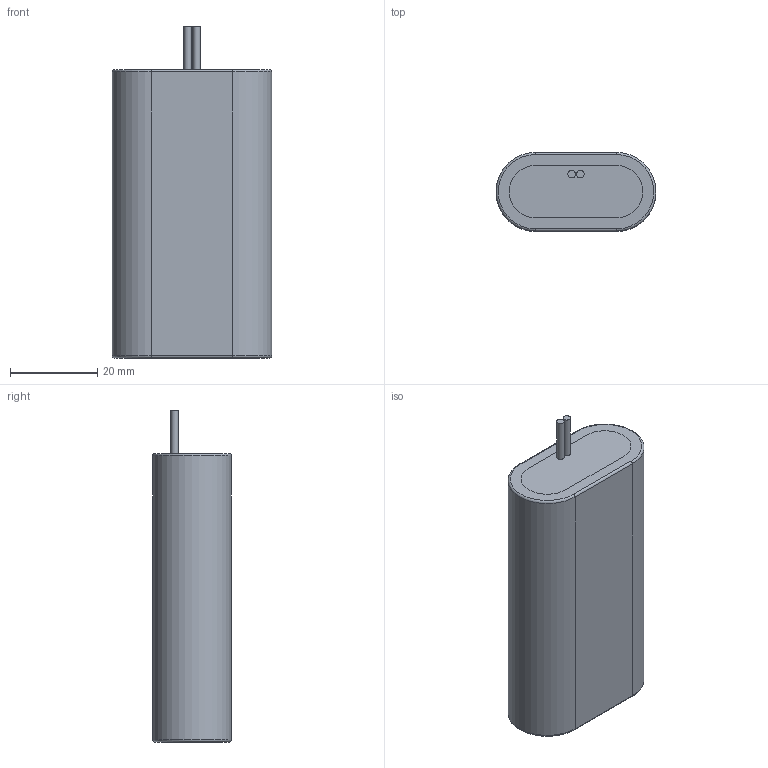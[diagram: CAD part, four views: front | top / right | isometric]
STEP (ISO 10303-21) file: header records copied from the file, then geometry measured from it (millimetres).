
FILE_DESCRIPTION(/* description */ (''),/* implementation_level */ '2;1');
FILE_NAME(/* name */ '4400mAh lipo battery PID 354 v1.step',/* time_stamp */ '2018-10-30T14:30:10-04:00',/* author */ ('Adafruit'),/* organization */ (''),/* preprocessor_version */ 'ST-DEVELOPER v17.2',/* originating_system */ 'Autodesk Translation Framework v7.6.0.251',/* authorisation */ '');
FILE_SCHEMA (('AUTOMOTIVE_DESIGN { 1 0 10303 214 3 1 1 }'));
Length unit declared in the file: millimetre
Products named in the file (1): 4400mAh lipo battery PID 354
Bounding box: 36.6 x 18 x 76 mm (x, y, z)
Volume: 38927.2 mm3; surface area: 17328.1 mm2
Topology: 4 solids, 4 shells, 30 faces, 58 edges, 36 vertices
Faces by surface type: plane 14, cylinder 12, torus 4
Full cylindrical faces by diameter (mm): 1.7 x2
Entity records: 821 total; most frequent: DIRECTION 148, CARTESIAN_POINT 125, ORIENTED_EDGE 116, AXIS2_PLACEMENT_3D 59, EDGE_CURVE 58, VERTEX_POINT 36, EDGE_LOOP 32, LINE 30
